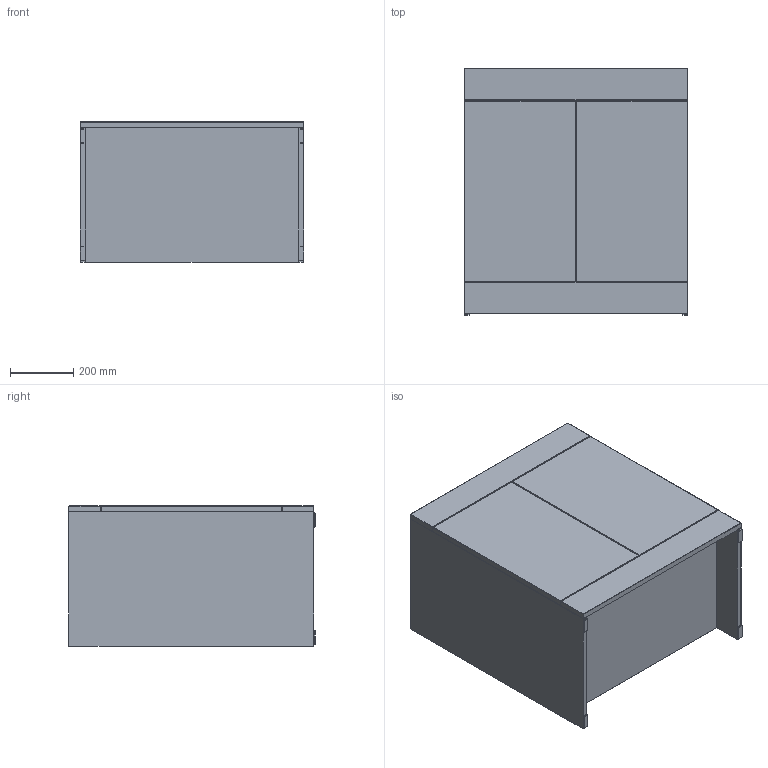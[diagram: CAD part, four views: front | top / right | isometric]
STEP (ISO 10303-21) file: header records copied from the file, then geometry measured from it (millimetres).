
FILE_DESCRIPTION (( 'STEP AP214' ), '1' );
FILE_NAME ('AU072F_V10221.STEP', '2021-02-11T15:39:05', ( '' ), ( '' ), 'SwSTEP 2.0', 'SolidWorks 2019', '' );
FILE_SCHEMA (( 'AUTOMOTIVE_DESIGN' ));
Length unit declared in the file: millimetre
Products named in the file (16): Hinge A_Predeterminado; Austen Drawer Assembly_72F R Berlin; Hinge_Cap_Predeterminado; Hinge_Screw_Predeterminado; Hinge_Movable_Predeterminado; Austen Carcass_AU072F; Hinge_Main_Predeterminado; Hinge_Hook_Predeterminado; AU072F_V10221; Overflow Cover 25mm_25; Hinge_Roller_Predeterminado; Austen Drawer Front v10518_72F
Assembly tree (42 placements, depth 4):
  AU072F_V10221
    Austen Drawer Assembly_72F R Berlin
      Austen Drawer Front v10518_72F
      Hinge A_Predeterminado
        Hinge_Main_Predeterminado
        Hinge_Roller_Predeterminado
        Hinge_Screw_Predeterminado  x3
        Hinge_Hook_Predeterminado
        Hinge_Cap_Predeterminado
        Hinge_Movable_Predeterminado
      Hinge A_Predeterminado
        Hinge_Main_Predeterminado
        Hinge_Roller_Predeterminado
        Hinge_Screw_Predeterminado  x3
        Hinge_Hook_Predeterminado
        Hinge_Cap_Predeterminado
        Hinge_Movable_Predeterminado
    Austen Drawer Assembly_72F R Berlin
      Austen Drawer Front v10518_72F
      Hinge A_Predeterminado
        Hinge_Main_Predeterminado
        Hinge_Roller_Predeterminado
        Hinge_Screw_Predeterminado  x3
        Hinge_Hook_Predeterminado
        Hinge_Cap_Predeterminado
        Hinge_Movable_Predeterminado
      Hinge A_Predeterminado
        Hinge_Main_Predeterminado
        Hinge_Roller_Predeterminado
        Hinge_Screw_Predeterminado  x3
        Hinge_Hook_Predeterminado
        Hinge_Cap_Predeterminado
        Hinge_Movable_Predeterminado
    Austen Carcass_AU072F
    Overflow Cover 25mm_25
Bounding box: 707 x 780 x 445 mm (x, y, z)
Volume: 34039370.9 mm3
Topology: 99 solids, 119 shells, 10907 faces, 30173 edges, 19474 vertices
Faces by surface type: plane 4019, cylinder 3728, bspline 1260, torus 1186, cone 364, sphere 350
Full cylindrical faces by diameter (mm): 0.753 x4, 1.669 x8
Entity records: 118658 total; most frequent: CARTESIAN_POINT 48017, ORIENTED_EDGE 15491, DIRECTION 12939, EDGE_CURVE 7773, VERTEX_POINT 4964, AXIS2_PLACEMENT_3D 4603, LINE 3733, VECTOR 3733
